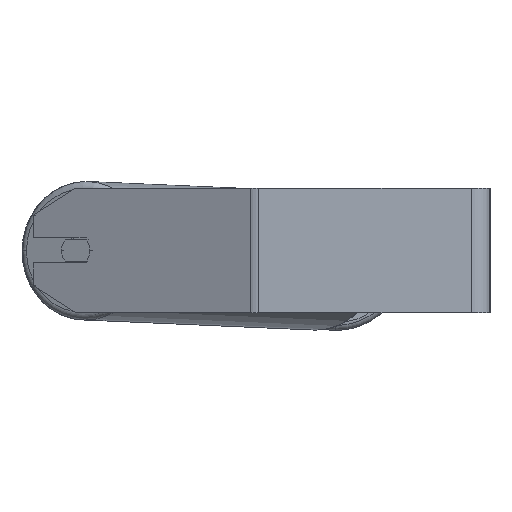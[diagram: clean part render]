
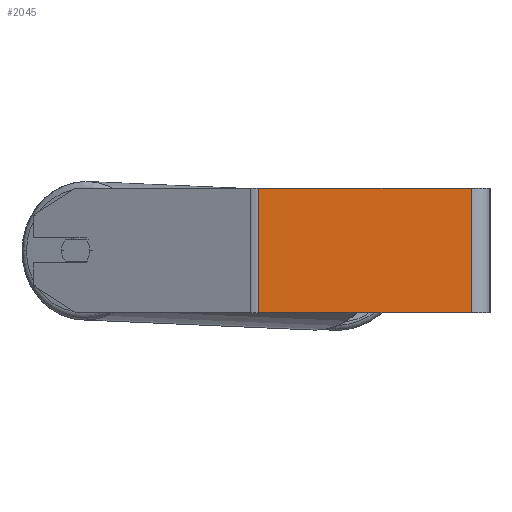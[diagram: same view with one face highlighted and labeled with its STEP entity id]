
A CAD part, left-side view. The second image highlights one B-rep face of the part: STEP entity #2045.
In plain terms, the highlighted planar face has unit normal (-1, 0, 0).
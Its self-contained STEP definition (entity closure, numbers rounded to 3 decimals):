
#156 = LINE ( 'NONE', #3512, #3346 ) ;
#242 = DIRECTION ( 'NONE',  ( 0., -1., 0. ) ) ;
#832 = VECTOR ( 'NONE', #6105, 1000. ) ;
#963 = EDGE_CURVE ( 'NONE', #2276, #1119, #2133, .T. ) ;
#1119 = VERTEX_POINT ( 'NONE', #8627 ) ;
#1127 = ORIENTED_EDGE ( 'NONE', *, *, #6618, .T. ) ;
#1438 = CARTESIAN_POINT ( 'NONE',  ( -605., 12., 40. ) ) ;
#1440 = CARTESIAN_POINT ( 'NONE',  ( -605., 148.59, 40. ) ) ;
#1629 = ORIENTED_EDGE ( 'NONE', *, *, #4767, .T. ) ;
#2045 = ADVANCED_FACE ( 'NONE', ( #2662 ), #5409, .F. ) ;
#2133 = LINE ( 'NONE', #1438, #2716 ) ;
#2276 = VERTEX_POINT ( 'NONE', #3764 ) ;
#2662 = FACE_OUTER_BOUND ( 'NONE', #8070, .T. ) ;
#2716 = VECTOR ( 'NONE', #4120, 1000. ) ;
#2754 = DIRECTION ( 'NONE',  ( 0., 0., -1. ) ) ;
#3221 = VERTEX_POINT ( 'NONE', #1440 ) ;
#3276 = ORIENTED_EDGE ( 'NONE', *, *, #963, .F. ) ;
#3346 = VECTOR ( 'NONE', #242, 1000. ) ;
#3415 = CARTESIAN_POINT ( 'NONE',  ( -605., 151.25, 40. ) ) ;
#3431 = LINE ( 'NONE', #6150, #832 ) ;
#3512 = CARTESIAN_POINT ( 'NONE',  ( -605., 151.25, -40. ) ) ;
#3764 = CARTESIAN_POINT ( 'NONE',  ( -605., 12., 40. ) ) ;
#4120 = DIRECTION ( 'NONE',  ( 0., 0., -1. ) ) ;
#4574 = AXIS2_PLACEMENT_3D ( 'NONE', #3415, #8037, #2754 ) ;
#4694 = ORIENTED_EDGE ( 'NONE', *, *, #7279, .F. ) ;
#4767 = EDGE_CURVE ( 'NONE', #3221, #8594, #6204, .T. ) ;
#5031 = CARTESIAN_POINT ( 'NONE',  ( -605., 148.59, 40. ) ) ;
#5409 = PLANE ( 'NONE',  #4574 ) ;
#5749 = DIRECTION ( 'NONE',  ( 0., 0., -1. ) ) ;
#6105 = DIRECTION ( 'NONE',  ( 0., -1., 0. ) ) ;
#6150 = CARTESIAN_POINT ( 'NONE',  ( -605., 151.25, 40. ) ) ;
#6204 = LINE ( 'NONE', #5031, #8703 ) ;
#6618 = EDGE_CURVE ( 'NONE', #8594, #1119, #156, .T. ) ;
#7279 = EDGE_CURVE ( 'NONE', #3221, #2276, #3431, .T. ) ;
#7841 = CARTESIAN_POINT ( 'NONE',  ( -605., 148.59, -40. ) ) ;
#8037 = DIRECTION ( 'NONE',  ( 1., 0., 0. ) ) ;
#8070 = EDGE_LOOP ( 'NONE', ( #1127, #3276, #4694, #1629 ) ) ;
#8594 = VERTEX_POINT ( 'NONE', #7841 ) ;
#8627 = CARTESIAN_POINT ( 'NONE',  ( -605., 12., -40. ) ) ;
#8703 = VECTOR ( 'NONE', #5749, 1000. ) ;
